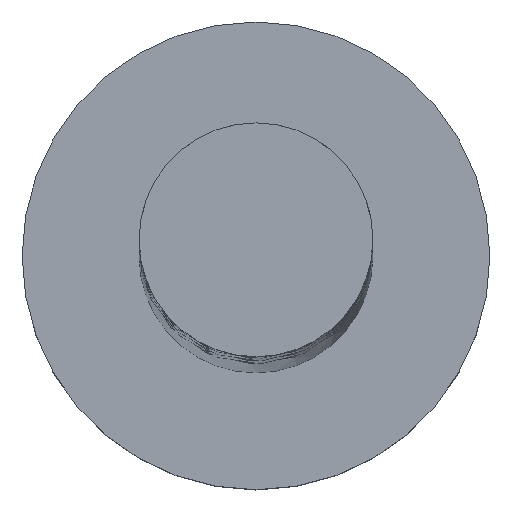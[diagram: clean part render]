
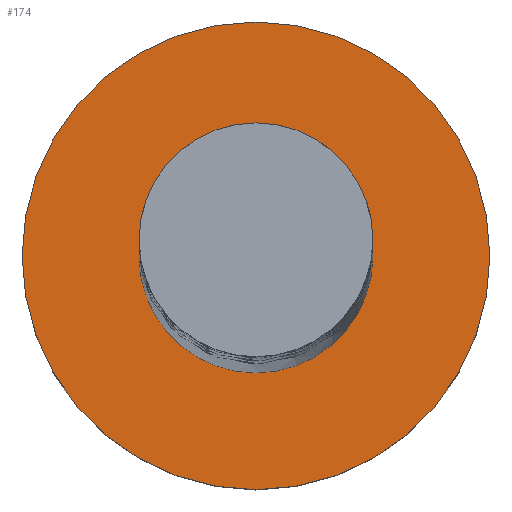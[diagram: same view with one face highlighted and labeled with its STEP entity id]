
A CAD part, top view. The second image highlights one B-rep face of the part: STEP entity #174.
In plain terms, the highlighted planar face has unit normal (0, 0, 1).
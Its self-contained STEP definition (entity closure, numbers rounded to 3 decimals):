
#86 = AXIS2_PLACEMENT_3D ( 'NONE', #974, #266, #1221 ) ;
#132 = EDGE_CURVE ( 'NONE', #1399, #1434, #257, .T. ) ;
#173 = DIRECTION ( 'NONE',  ( 0., 0., 1. ) ) ;
#174 = ADVANCED_FACE ( 'NONE', ( #955, #305 ), #1364, .T. ) ;
#216 = DIRECTION ( 'NONE',  ( 1., 0., 0. ) ) ;
#257 = CIRCLE ( 'NONE', #398, 5. ) ;
#266 = DIRECTION ( 'NONE',  ( 0., 0., 1. ) ) ;
#305 = FACE_OUTER_BOUND ( 'NONE', #950, .T. ) ;
#353 = CARTESIAN_POINT ( 'NONE',  ( 2.5, 0., 3. ) ) ;
#380 = CIRCLE ( 'NONE', #1362, 2.5 ) ;
#398 = AXIS2_PLACEMENT_3D ( 'NONE', #1231, #682, #1223 ) ;
#420 = CARTESIAN_POINT ( 'NONE',  ( -5., 0., 3. ) ) ;
#465 = AXIS2_PLACEMENT_3D ( 'NONE', #762, #1419, #216 ) ;
#477 = DIRECTION ( 'NONE',  ( 0., 0., 1. ) ) ;
#578 = ORIENTED_EDGE ( 'NONE', *, *, #1696, .T. ) ;
#614 = CARTESIAN_POINT ( 'NONE',  ( 5., 0., 3. ) ) ;
#656 = VERTEX_POINT ( 'NONE', #353 ) ;
#682 = DIRECTION ( 'NONE',  ( 0., 0., 1. ) ) ;
#711 = DIRECTION ( 'NONE',  ( 1., 0., 0. ) ) ;
#743 = CARTESIAN_POINT ( 'NONE',  ( 0., 0., 3. ) ) ;
#762 = CARTESIAN_POINT ( 'NONE',  ( 0., 0., 3. ) ) ;
#776 = CIRCLE ( 'NONE', #465, 5. ) ;
#950 = EDGE_LOOP ( 'NONE', ( #1031, #578 ) ) ;
#955 = FACE_BOUND ( 'NONE', #1711, .T. ) ;
#974 = CARTESIAN_POINT ( 'NONE',  ( 0., 0., 3. ) ) ;
#985 = VERTEX_POINT ( 'NONE', #996 ) ;
#996 = CARTESIAN_POINT ( 'NONE',  ( -2.5, 0., 3. ) ) ;
#1030 = CIRCLE ( 'NONE', #1305, 2.5 ) ;
#1031 = ORIENTED_EDGE ( 'NONE', *, *, #132, .T. ) ;
#1221 = DIRECTION ( 'NONE',  ( 1., 0., 0. ) ) ;
#1223 = DIRECTION ( 'NONE',  ( 1., 0., 0. ) ) ;
#1231 = CARTESIAN_POINT ( 'NONE',  ( 0., 0., 3. ) ) ;
#1233 = CARTESIAN_POINT ( 'NONE',  ( 0., 0., 3. ) ) ;
#1305 = AXIS2_PLACEMENT_3D ( 'NONE', #1233, #173, #711 ) ;
#1362 = AXIS2_PLACEMENT_3D ( 'NONE', #743, #477, #1532 ) ;
#1364 = PLANE ( 'NONE',  #86 ) ;
#1373 = ORIENTED_EDGE ( 'NONE', *, *, #1416, .F. ) ;
#1399 = VERTEX_POINT ( 'NONE', #420 ) ;
#1416 = EDGE_CURVE ( 'NONE', #985, #656, #1030, .T. ) ;
#1419 = DIRECTION ( 'NONE',  ( 0., 0., 1. ) ) ;
#1434 = VERTEX_POINT ( 'NONE', #614 ) ;
#1532 = DIRECTION ( 'NONE',  ( 1., 0., 0. ) ) ;
#1533 = ORIENTED_EDGE ( 'NONE', *, *, #1667, .F. ) ;
#1667 = EDGE_CURVE ( 'NONE', #656, #985, #380, .T. ) ;
#1696 = EDGE_CURVE ( 'NONE', #1434, #1399, #776, .T. ) ;
#1711 = EDGE_LOOP ( 'NONE', ( #1373, #1533 ) ) ;
